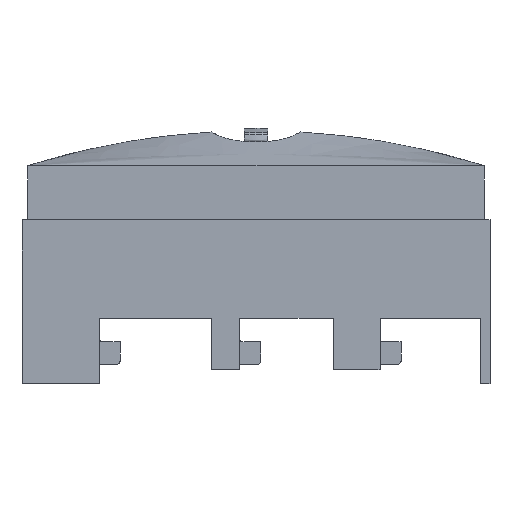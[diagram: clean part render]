
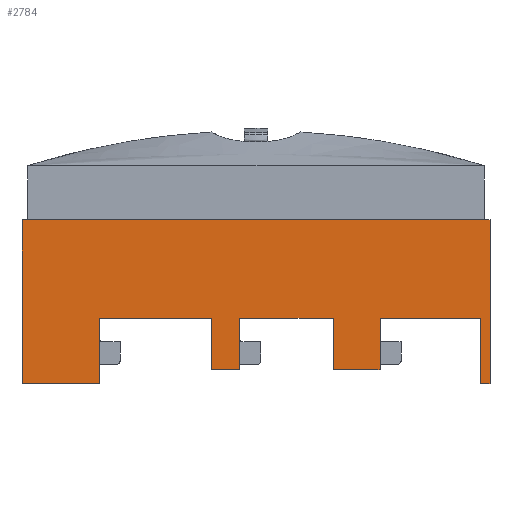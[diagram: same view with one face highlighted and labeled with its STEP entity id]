
A CAD part, left-side view. The second image highlights one B-rep face of the part: STEP entity #2784.
In plain terms, the highlighted face is planar.
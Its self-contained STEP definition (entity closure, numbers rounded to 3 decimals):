
#575=CARTESIAN_POINT('',(196.0,0.0,0.0));
#576=VERTEX_POINT('',#575);
#583=CARTESIAN_POINT('',(153.0,0.0,0.0));
#584=VERTEX_POINT('',#583);
#585=CARTESIAN_POINT('',(153.0,0.0,0.0));
#586=DIRECTION('',(1.0,0.0,0.0));
#587=VECTOR('',#586,43.0);
#588=LINE('',#585,#587);
#589=EDGE_CURVE('',#584,#576,#588,.T.);
#775=CARTESIAN_POINT('',(153.0,0.0,-22.0));
#776=VERTEX_POINT('',#775);
#785=CARTESIAN_POINT('',(153.0,0.0,0.0));
#786=DIRECTION('',(0.0,0.0,-1.0));
#787=VECTOR('',#786,22.0);
#788=LINE('',#785,#787);
#789=EDGE_CURVE('',#584,#776,#788,.T.);
#801=CARTESIAN_POINT('',(133.0,0.0,-22.0));
#802=VERTEX_POINT('',#801);
#809=CARTESIAN_POINT('',(133.0,0.0,0.0));
#810=VERTEX_POINT('',#809);
#811=CARTESIAN_POINT('',(133.0,0.0,0.0));
#812=DIRECTION('',(0.0,0.0,-1.0));
#813=VECTOR('',#812,22.0);
#814=LINE('',#811,#813);
#815=EDGE_CURVE('',#810,#802,#814,.T.);
#841=CARTESIAN_POINT('',(133.0,0.0,-22.0));
#842=DIRECTION('',(1.0,0.0,0.0));
#843=VECTOR('',#842,20.0);
#844=LINE('',#841,#843);
#845=EDGE_CURVE('',#802,#776,#844,.T.);
#870=CARTESIAN_POINT('',(93.0,0.0,0.0));
#871=VERTEX_POINT('',#870);
#872=CARTESIAN_POINT('',(93.0,0.0,0.0));
#873=DIRECTION('',(1.0,0.0,0.0));
#874=VECTOR('',#873,40.0);
#875=LINE('',#872,#874);
#876=EDGE_CURVE('',#871,#810,#875,.T.);
#1060=CARTESIAN_POINT('',(81.0,0.0,0.0));
#1061=VERTEX_POINT('',#1060);
#1068=CARTESIAN_POINT('',(33.0,0.0,0.0));
#1069=VERTEX_POINT('',#1068);
#1070=CARTESIAN_POINT('',(33.0,0.0,0.0));
#1071=DIRECTION('',(1.0,0.0,0.0));
#1072=VECTOR('',#1071,48.0);
#1073=LINE('',#1070,#1072);
#1074=EDGE_CURVE('',#1069,#1061,#1073,.T.);
#1220=CARTESIAN_POINT('',(93.0,0.0,-22.0));
#1221=VERTEX_POINT('',#1220);
#1230=CARTESIAN_POINT('',(93.0,0.0,0.0));
#1231=DIRECTION('',(0.0,0.0,-1.0));
#1232=VECTOR('',#1231,22.0);
#1233=LINE('',#1230,#1232);
#1234=EDGE_CURVE('',#871,#1221,#1233,.T.);
#1268=CARTESIAN_POINT('',(81.0,0.0,-22.0));
#1269=VERTEX_POINT('',#1268);
#1276=CARTESIAN_POINT('',(81.0,0.0,0.0));
#1277=DIRECTION('',(0.0,0.0,-1.0));
#1278=VECTOR('',#1277,22.0);
#1279=LINE('',#1276,#1278);
#1280=EDGE_CURVE('',#1061,#1269,#1279,.T.);
#1425=CARTESIAN_POINT('',(81.0,0.0,-22.0));
#1426=DIRECTION('',(1.0,0.0,0.0));
#1427=VECTOR('',#1426,12.0);
#1428=LINE('',#1425,#1427);
#1429=EDGE_CURVE('',#1269,#1221,#1428,.T.);
#1593=CARTESIAN_POINT('',(33.0,0.0,-28.));
#1594=VERTEX_POINT('',#1593);
#1601=CARTESIAN_POINT('',(0.0,0.0,-28.));
#1602=VERTEX_POINT('',#1601);
#1603=CARTESIAN_POINT('',(0.0,0.0,-28.));
#1604=DIRECTION('',(1.0,0.0,0.0));
#1605=VECTOR('',#1604,33.0);
#1606=LINE('',#1603,#1605);
#1607=EDGE_CURVE('',#1602,#1594,#1606,.T.);
#1642=CARTESIAN_POINT('',(33.0,0.0,0.0));
#1643=DIRECTION('',(0.0,0.0,-1.0));
#1644=VECTOR('',#1643,28.);
#1645=LINE('',#1642,#1644);
#1646=EDGE_CURVE('',#1069,#1594,#1645,.T.);
#1709=CARTESIAN_POINT('',(200.0,0.0,-28.));
#1710=VERTEX_POINT('',#1709);
#1717=CARTESIAN_POINT('',(196.0,0.0,-28.));
#1718=VERTEX_POINT('',#1717);
#1719=CARTESIAN_POINT('',(196.0,0.0,-28.));
#1720=DIRECTION('',(1.0,0.0,0.0));
#1721=VECTOR('',#1720,4.0);
#1722=LINE('',#1719,#1721);
#1723=EDGE_CURVE('',#1718,#1710,#1722,.T.);
#1814=CARTESIAN_POINT('',(196.0,0.0,0.0));
#1815=DIRECTION('',(0.0,0.0,-1.0));
#1816=VECTOR('',#1815,28.);
#1817=LINE('',#1814,#1816);
#1818=EDGE_CURVE('',#576,#1718,#1817,.T.);
#2329=CARTESIAN_POINT('',(200.0,0.0,42.0));
#2330=VERTEX_POINT('',#2329);
#2342=CARTESIAN_POINT('',(0.0,0.0,42.0));
#2343=VERTEX_POINT('',#2342);
#2350=CARTESIAN_POINT('',(200.0,0.0,42.0));
#2351=DIRECTION('',(-1.0,0.0,0.0));
#2352=VECTOR('',#2351,200.0);
#2353=LINE('',#2350,#2352);
#2354=EDGE_CURVE('',#2330,#2343,#2353,.T.);
#2700=CARTESIAN_POINT('',(0.0,0.0,42.0));
#2701=DIRECTION('',(0.0,0.0,-1.0));
#2702=VECTOR('',#2701,70.0);
#2703=LINE('',#2700,#2702);
#2704=EDGE_CURVE('',#2343,#1602,#2703,.T.);
#2751=CARTESIAN_POINT('',(200.0,0.0,-28.));
#2752=DIRECTION('',(0.0,0.0,1.0));
#2753=VECTOR('',#2752,70.0);
#2754=LINE('',#2751,#2753);
#2755=EDGE_CURVE('',#1710,#2330,#2754,.T.);
#2761=CARTESIAN_POINT('',(200.0,0.0,0.0));
#2762=DIRECTION('',(0.0,-1.0,0.0));
#2763=DIRECTION('',(0.0,0.0,-1.0));
#2764=AXIS2_PLACEMENT_3D('',#2761,#2762,#2763);
#2765=PLANE('',#2764);
#2766=ORIENTED_EDGE('',*,*,#2704,.T.);
#2767=ORIENTED_EDGE('',*,*,#1607,.T.);
#2768=ORIENTED_EDGE('',*,*,#1646,.F.);
#2769=ORIENTED_EDGE('',*,*,#1074,.T.);
#2770=ORIENTED_EDGE('',*,*,#1280,.T.);
#2771=ORIENTED_EDGE('',*,*,#1429,.T.);
#2772=ORIENTED_EDGE('',*,*,#1234,.F.);
#2773=ORIENTED_EDGE('',*,*,#876,.T.);
#2774=ORIENTED_EDGE('',*,*,#815,.T.);
#2775=ORIENTED_EDGE('',*,*,#845,.T.);
#2776=ORIENTED_EDGE('',*,*,#789,.F.);
#2777=ORIENTED_EDGE('',*,*,#589,.T.);
#2778=ORIENTED_EDGE('',*,*,#1818,.T.);
#2779=ORIENTED_EDGE('',*,*,#1723,.T.);
#2780=ORIENTED_EDGE('',*,*,#2755,.T.);
#2781=ORIENTED_EDGE('',*,*,#2354,.T.);
#2782=EDGE_LOOP('',(#2766,#2767,#2768,#2769,#2770,#2771,#2772,#2773,#2774,#2775,#2776,#2777,#2778,#2779,#2780,#2781));
#2783=FACE_OUTER_BOUND('',#2782,.T.);
#2784=ADVANCED_FACE('',(#2783),#2765,.T.);
